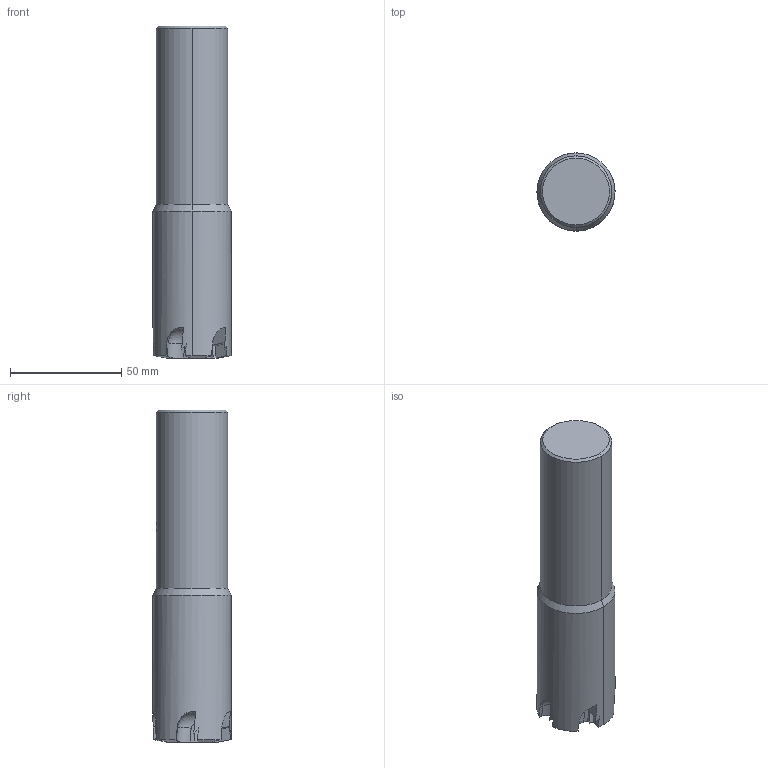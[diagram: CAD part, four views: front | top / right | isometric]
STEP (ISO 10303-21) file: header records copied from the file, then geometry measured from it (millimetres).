
FILE_DESCRIPTION(('no description'),'unknown implementation level');
FILE_NAME('solidRpeAf4qFECv44NkcOvYObpySMIA_1.STP',' ',('CIM GmbH Aachen'),('CADClick - KiM GmbH - www.kimweb.de'),'unknown preprocess','ACIS','unknown authorization');
FILE_SCHEMA(('automotive_design'));
Length unit declared in the file: millimetre
Products named in the file (1): 1
Bounding box: 35.01 x 35.01 x 148.9 mm (x, y, z)
Volume: 126593 mm3; surface area: 17990.7 mm2
Topology: 1 solids, 1 shells, 79 faces, 219 edges, 142 vertices
Faces by surface type: plane 42, cylinder 22, cone 10, torus 5
Entity records: 5456 total; most frequent: CARTESIAN_POINT 948, STYLED_ITEM 441, PRESENTATION_STYLE_ASSIGNMENT 441, DIRECTION 441, COLOUR_RGB 441, ORIENTED_EDGE 438, EDGE_CURVE 219, CURVE_STYLE 219
